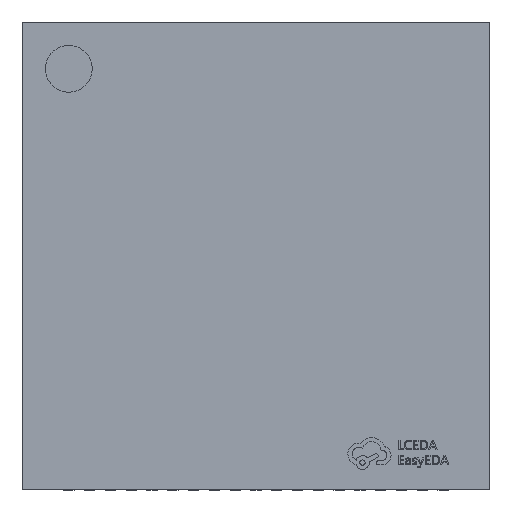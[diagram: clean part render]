
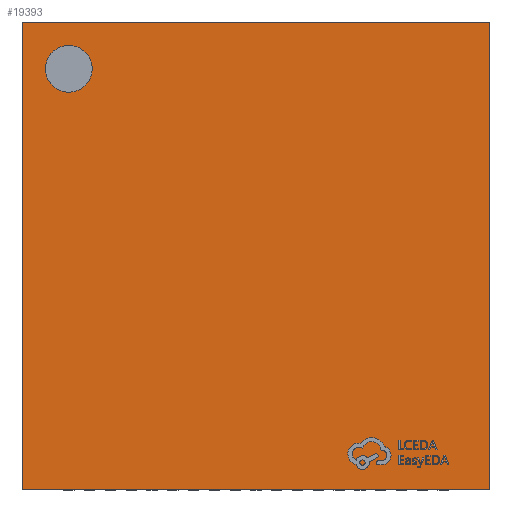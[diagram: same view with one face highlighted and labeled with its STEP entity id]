
A CAD part, top view. The second image highlights one B-rep face of the part: STEP entity #19393.
In plain terms, the highlighted planar face has unit normal (0, 0, 1).
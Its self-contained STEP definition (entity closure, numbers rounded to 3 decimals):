
#328 = ORIENTED_EDGE ( 'NONE', *, *, #48515, .T. ) ;
#3572 = DIRECTION ( 'NONE',  ( 0., 0., 1. ) ) ;
#7285 = DIRECTION ( 'NONE',  ( 1., 0., 0. ) ) ;
#7770 = CARTESIAN_POINT ( 'NONE',  ( -4.5, -4.5, 0.85 ) ) ;
#8439 = CARTESIAN_POINT ( 'NONE',  ( -4.5, -4.5, 0.85 ) ) ;
#11207 = CARTESIAN_POINT ( 'NONE',  ( 4.5, 4.5, 0.85 ) ) ;
#12628 = EDGE_LOOP ( 'NONE', ( #78359, #70827, #328, #15850 ) ) ;
#12713 = VERTEX_POINT ( 'NONE', #51064 ) ;
#13691 = DIRECTION ( 'NONE',  ( 1., 0., 0. ) ) ;
#13800 = CARTESIAN_POINT ( 'NONE',  ( -4.5, 4.5, 0.85 ) ) ;
#15850 = ORIENTED_EDGE ( 'NONE', *, *, #64850, .T. ) ;
#19393 = ADVANCED_FACE ( 'NONE', ( #23512, #37449 ), #30267, .T. ) ;
#19753 = ORIENTED_EDGE ( 'NONE', *, *, #73289, .F. ) ;
#20006 = LINE ( 'NONE', #13800, #29722 ) ;
#20390 = DIRECTION ( 'NONE',  ( 0., -1., 0. ) ) ;
#20413 = AXIS2_PLACEMENT_3D ( 'NONE', #41294, #3572, #26903 ) ;
#21589 = VECTOR ( 'NONE', #7285, 1000. ) ;
#22836 = CARTESIAN_POINT ( 'NONE',  ( 4.5, 4.5, 0.85 ) ) ;
#23512 = FACE_BOUND ( 'NONE', #78759, .T. ) ;
#24411 = VERTEX_POINT ( 'NONE', #47998 ) ;
#24913 = CIRCLE ( 'NONE', #20413, 0.45 ) ;
#26903 = DIRECTION ( 'NONE',  ( 1., 0., 0. ) ) ;
#27519 = CARTESIAN_POINT ( 'NONE',  ( -4.5, 4.5, 0.85 ) ) ;
#29722 = VECTOR ( 'NONE', #72083, 1000. ) ;
#29791 = DIRECTION ( 'NONE',  ( 0., 0., 1. ) ) ;
#30267 = PLANE ( 'NONE',  #62213 ) ;
#30530 = LINE ( 'NONE', #22836, #47584 ) ;
#30708 = LINE ( 'NONE', #7770, #21589 ) ;
#32216 = VERTEX_POINT ( 'NONE', #49982 ) ;
#32871 = LINE ( 'NONE', #27519, #69589 ) ;
#37449 = FACE_OUTER_BOUND ( 'NONE', #12628, .T. ) ;
#39509 = CIRCLE ( 'NONE', #63923, 0.45 ) ;
#41294 = CARTESIAN_POINT ( 'NONE',  ( -3.6, 3.6, 0.85 ) ) ;
#47584 = VECTOR ( 'NONE', #66364, 1000. ) ;
#47998 = CARTESIAN_POINT ( 'NONE',  ( -3.15, 3.6, 0.85 ) ) ;
#48515 = EDGE_CURVE ( 'NONE', #12713, #81604, #32871, .T. ) ;
#49045 = VERTEX_POINT ( 'NONE', #91729 ) ;
#49982 = CARTESIAN_POINT ( 'NONE',  ( 4.5, -4.5, 0.85 ) ) ;
#51064 = CARTESIAN_POINT ( 'NONE',  ( -4.5, 4.5, 0.85 ) ) ;
#53195 = CARTESIAN_POINT ( 'NONE',  ( 0., 0., 0.85 ) ) ;
#55583 = ORIENTED_EDGE ( 'NONE', *, *, #75640, .F. ) ;
#59992 = EDGE_CURVE ( 'NONE', #75658, #12713, #20006, .T. ) ;
#62213 = AXIS2_PLACEMENT_3D ( 'NONE', #53195, #29791, #74716 ) ;
#63923 = AXIS2_PLACEMENT_3D ( 'NONE', #64278, #93536, #13691 ) ;
#64278 = CARTESIAN_POINT ( 'NONE',  ( -3.6, 3.6, 0.85 ) ) ;
#64850 = EDGE_CURVE ( 'NONE', #81604, #32216, #30708, .T. ) ;
#66364 = DIRECTION ( 'NONE',  ( 0., 1., 0. ) ) ;
#69589 = VECTOR ( 'NONE', #20390, 1000. ) ;
#70827 = ORIENTED_EDGE ( 'NONE', *, *, #59992, .T. ) ;
#72083 = DIRECTION ( 'NONE',  ( -1., 0., 0. ) ) ;
#73289 = EDGE_CURVE ( 'NONE', #24411, #49045, #39509, .T. ) ;
#74716 = DIRECTION ( 'NONE',  ( 1., 0., 0. ) ) ;
#75640 = EDGE_CURVE ( 'NONE', #49045, #24411, #24913, .T. ) ;
#75658 = VERTEX_POINT ( 'NONE', #11207 ) ;
#78359 = ORIENTED_EDGE ( 'NONE', *, *, #79433, .T. ) ;
#78759 = EDGE_LOOP ( 'NONE', ( #19753, #55583 ) ) ;
#79433 = EDGE_CURVE ( 'NONE', #32216, #75658, #30530, .T. ) ;
#81604 = VERTEX_POINT ( 'NONE', #8439 ) ;
#91729 = CARTESIAN_POINT ( 'NONE',  ( -4.05, 3.6, 0.85 ) ) ;
#93536 = DIRECTION ( 'NONE',  ( 0., 0., 1. ) ) ;
